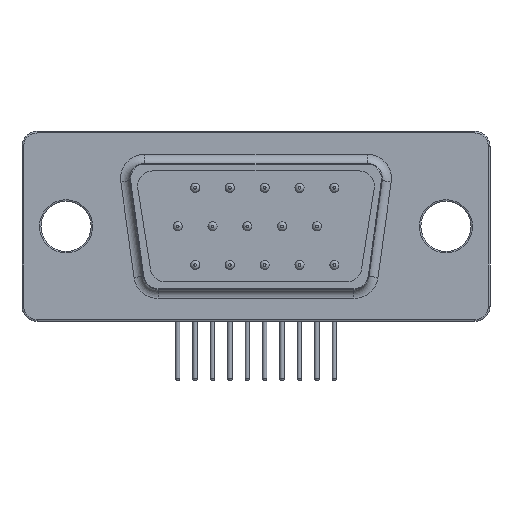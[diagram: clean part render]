
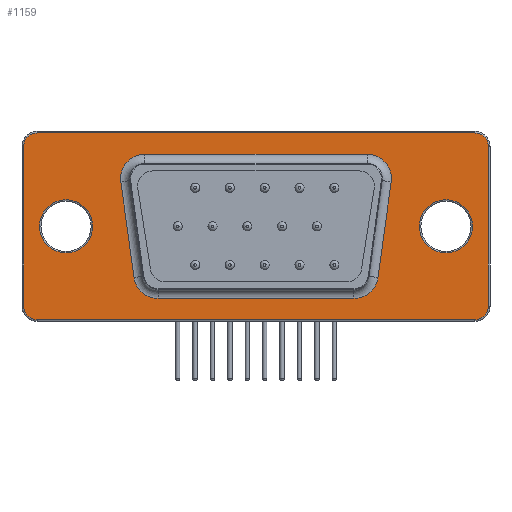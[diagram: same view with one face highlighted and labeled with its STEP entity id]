
A CAD part, front view. The second image highlights one B-rep face of the part: STEP entity #1159.
In plain terms, the highlighted planar face has unit normal (0, -1, 0).
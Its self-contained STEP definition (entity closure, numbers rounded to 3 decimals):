
#29=DIRECTION('',(0.,-1.,0.));
#30=DIRECTION('',(0.,0.,1.));
#45=DIRECTION('',(0.991,0.,-0.137));
#60=DIRECTION('',(0.,0.,-1.));
#66=VECTOR('',#67,1.);
#67=DIRECTION('',(1.,0.,0.));
#75=DIRECTION('',(-0.991,0.,-0.137));
#119=VECTOR('',#120,1.);
#120=DIRECTION('',(-1.,0.,0.));
#171=DIRECTION('',(0.,1.,0.));
#460=CARTESIAN_POINT('',(-3.305,-14.78,9.4));
#490=VECTOR('',#491,1.);
#491=DIRECTION('',(-0.137,0.,0.991));
#512=CARTESIAN_POINT('',(11.32,-14.78,9.4));
#530=CARTESIAN_POINT('',(-2.436,-14.78,3.1));
#543=VECTOR('',#544,1.);
#544=DIRECTION('',(-0.137,0.,-0.991));
#574=CARTESIAN_POINT('',(10.451,-14.78,3.1));
#727=VERTEX_POINT('',#728);
#728=CARTESIAN_POINT('',(-4.89,-14.78,9.181));
#736=VERTEX_POINT('',#737);
#737=CARTESIAN_POINT('',(-3.305,-14.78,11.));
#744=EDGE_CURVE('',#727,#736,#745,.T.);
#745=CIRCLE('',#746,1.6);
#746=AXIS2_PLACEMENT_3D('',#460,#171,#75);
#752=ORIENTED_EDGE('',*,*,#753,.T.);
#753=EDGE_CURVE('',#736,#754,#756,.T.);
#754=VERTEX_POINT('',#755);
#755=CARTESIAN_POINT('',(11.32,-14.78,11.));
#756=LINE('',#737,#66);
#769=VERTEX_POINT('',#770);
#770=CARTESIAN_POINT('',(-4.021,-14.78,2.881));
#774=ORIENTED_EDGE('',*,*,#775,.T.);
#775=EDGE_CURVE('',#769,#727,#776,.T.);
#776=LINE('',#770,#490);
#784=VERTEX_POINT('',#785);
#785=CARTESIAN_POINT('',(12.905,-14.78,9.181));
#790=EDGE_CURVE('',#754,#784,#791,.T.);
#791=CIRCLE('',#792,1.6);
#792=AXIS2_PLACEMENT_3D('',#512,#171,#30);
#800=VERTEX_POINT('',#801);
#801=CARTESIAN_POINT('',(-2.436,-14.78,1.5));
#806=EDGE_CURVE('',#800,#769,#807,.T.);
#807=CIRCLE('',#808,1.6);
#808=AXIS2_PLACEMENT_3D('',#530,#171,#60);
#814=ORIENTED_EDGE('',*,*,#815,.T.);
#815=EDGE_CURVE('',#784,#816,#818,.T.);
#816=VERTEX_POINT('',#817);
#817=CARTESIAN_POINT('',(12.036,-14.78,2.881));
#818=LINE('',#785,#543);
#832=VERTEX_POINT('',#833);
#833=CARTESIAN_POINT('',(10.451,-14.78,1.5));
#839=ORIENTED_EDGE('',*,*,#840,.T.);
#840=EDGE_CURVE('',#832,#800,#841,.T.);
#841=LINE('',#833,#119);
#848=EDGE_CURVE('',#816,#832,#849,.T.);
#849=CIRCLE('',#850,1.6);
#850=AXIS2_PLACEMENT_3D('',#574,#171,#45);
#1159=ADVANCED_FACE('',(#1160,#1166,#1218,#1227),#1236,.T.);
#1160=FACE_BOUND('',#1161,.T.);
#1161=EDGE_LOOP('',(#1162,#839,#1163,#774,#1164,#752,#1165,#814));
#1162=ORIENTED_EDGE('',*,*,#848,.T.);
#1163=ORIENTED_EDGE('',*,*,#806,.T.);
#1164=ORIENTED_EDGE('',*,*,#744,.T.);
#1165=ORIENTED_EDGE('',*,*,#790,.T.);
#1166=FACE_BOUND('',#1167,.T.);
#1167=EDGE_LOOP('',(#1168,#1175,#1182,#1188,#1195,#1200,#1207,#1213));
#1168=ORIENTED_EDGE('',*,*,#1169,.T.);
#1169=EDGE_CURVE('',#1170,#1172,#1174,.T.);
#1170=VERTEX_POINT('',#1171);
#1171=CARTESIAN_POINT('',(18.408,-14.78,12.4));
#1172=VERTEX_POINT('',#1173);
#1173=CARTESIAN_POINT('',(-10.393,-14.78,12.4));
#1174=LINE('',#1171,#119);
#1175=ORIENTED_EDGE('',*,*,#1176,.T.);
#1176=EDGE_CURVE('',#1172,#1177,#1179,.T.);
#1177=VERTEX_POINT('',#1178);
#1178=CARTESIAN_POINT('',(-11.293,-14.78,11.5));
#1179=CIRCLE('',#1180,0.9);
#1180=AXIS2_PLACEMENT_3D('',#1181,#29,#30);
#1181=CARTESIAN_POINT('',(-10.393,-14.78,11.5));
#1182=ORIENTED_EDGE('',*,*,#1183,.T.);
#1183=EDGE_CURVE('',#1177,#1184,#1186,.T.);
#1184=VERTEX_POINT('',#1185);
#1185=CARTESIAN_POINT('',(-11.293,-14.78,1.));
#1186=LINE('',#1178,#1187);
#1187=VECTOR('',#60,1.);
#1188=ORIENTED_EDGE('',*,*,#1189,.T.);
#1189=EDGE_CURVE('',#1184,#1190,#1192,.T.);
#1190=VERTEX_POINT('',#1191);
#1191=CARTESIAN_POINT('',(-10.393,-14.78,0.1));
#1192=CIRCLE('',#1193,0.9);
#1193=AXIS2_PLACEMENT_3D('',#1194,#29,#120);
#1194=CARTESIAN_POINT('',(-10.393,-14.78,1.));
#1195=ORIENTED_EDGE('',*,*,#1196,.T.);
#1196=EDGE_CURVE('',#1190,#1197,#1199,.T.);
#1197=VERTEX_POINT('',#1198);
#1198=CARTESIAN_POINT('',(18.408,-14.78,0.1));
#1199=LINE('',#1191,#66);
#1200=ORIENTED_EDGE('',*,*,#1201,.T.);
#1201=EDGE_CURVE('',#1197,#1202,#1204,.T.);
#1202=VERTEX_POINT('',#1203);
#1203=CARTESIAN_POINT('',(19.308,-14.78,1.));
#1204=CIRCLE('',#1205,0.9);
#1205=AXIS2_PLACEMENT_3D('',#1206,#29,#60);
#1206=CARTESIAN_POINT('',(18.408,-14.78,1.));
#1207=ORIENTED_EDGE('',*,*,#1208,.T.);
#1208=EDGE_CURVE('',#1202,#1209,#1211,.T.);
#1209=VERTEX_POINT('',#1210);
#1210=CARTESIAN_POINT('',(19.308,-14.78,11.5));
#1211=LINE('',#1203,#1212);
#1212=VECTOR('',#30,1.);
#1213=ORIENTED_EDGE('',*,*,#1214,.T.);
#1214=EDGE_CURVE('',#1209,#1170,#1215,.T.);
#1215=CIRCLE('',#1216,0.9);
#1216=AXIS2_PLACEMENT_3D('',#1217,#29,#67);
#1217=CARTESIAN_POINT('',(18.408,-14.78,11.5));
#1218=FACE_BOUND('',#1219,.T.);
#1219=EDGE_LOOP('',(#1220));
#1220=ORIENTED_EDGE('',*,*,#1221,.F.);
#1221=EDGE_CURVE('',#1222,#1222,#1224,.T.);
#1222=VERTEX_POINT('',#1223);
#1223=CARTESIAN_POINT('',(-6.743,-14.78,6.25));
#1224=CIRCLE('',#1225,1.75);
#1225=AXIS2_PLACEMENT_3D('',#1226,#29,#67);
#1226=CARTESIAN_POINT('',(-8.493,-14.78,6.25));
#1227=FACE_BOUND('',#1228,.T.);
#1228=EDGE_LOOP('',(#1229));
#1229=ORIENTED_EDGE('',*,*,#1230,.F.);
#1230=EDGE_CURVE('',#1231,#1231,#1233,.T.);
#1231=VERTEX_POINT('',#1232);
#1232=CARTESIAN_POINT('',(18.258,-14.78,6.25));
#1233=CIRCLE('',#1234,1.75);
#1234=AXIS2_PLACEMENT_3D('',#1235,#29,#67);
#1235=CARTESIAN_POINT('',(16.508,-14.78,6.25));
#1236=PLANE('',#1237);
#1237=AXIS2_PLACEMENT_3D('',#1238,#29,#67);
#1238=CARTESIAN_POINT('',(4.008,-14.78,6.25));
